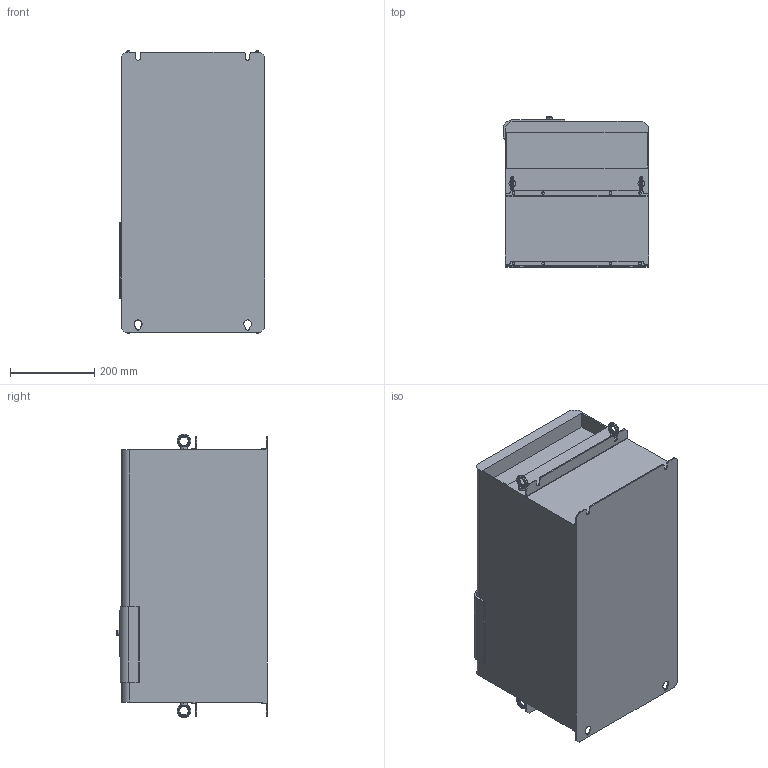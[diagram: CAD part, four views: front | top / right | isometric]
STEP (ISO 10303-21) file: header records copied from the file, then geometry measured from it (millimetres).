
FILE_DESCRIPTION (( 'STEP AP214' ), '1' );
FILE_NAME ('M680-33E75-90IP20_Ïðåîáðàçîâàòåëü ÷àñòîòû M680 380Â, 3Ô 75 - 90 kW 150-180A ñåðèè ONI.STEP', '2019-02-28T14:13:27', ( '' ), ( '' ), 'SwSTEP 2.0', 'SolidWorks 2014', '' );
FILE_SCHEMA (( 'AUTOMOTIVE_DESIGN' ));
Length unit declared in the file: millimetre
Products named in the file (2): M680-33E75-90IP20_Ïðåîáðàçîâàòåëü ÷àñòîòû  M680 380Â, 3Ô 75 - 90 kW 150-180A ñåðèè ONI
Bounding box: 344 x 357.7 x 672 mm (x, y, z)
Volume: 69418519.7 mm3; surface area: 1198392.1 mm2
Topology: 1 solids, 1 shells, 828 faces, 2124 edges, 1410 vertices
Faces by surface type: cylinder 403, plane 374, bspline 51
Entity records: 36204 total; most frequent: CARTESIAN_POINT 6407, DIRECTION 4450, ORIENTED_EDGE 4248, EDGE_CURVE 2124, AXIS2_PLACEMENT_3D 1641, VERTEX_POINT 1410, VECTOR 1168, LINE 1168
